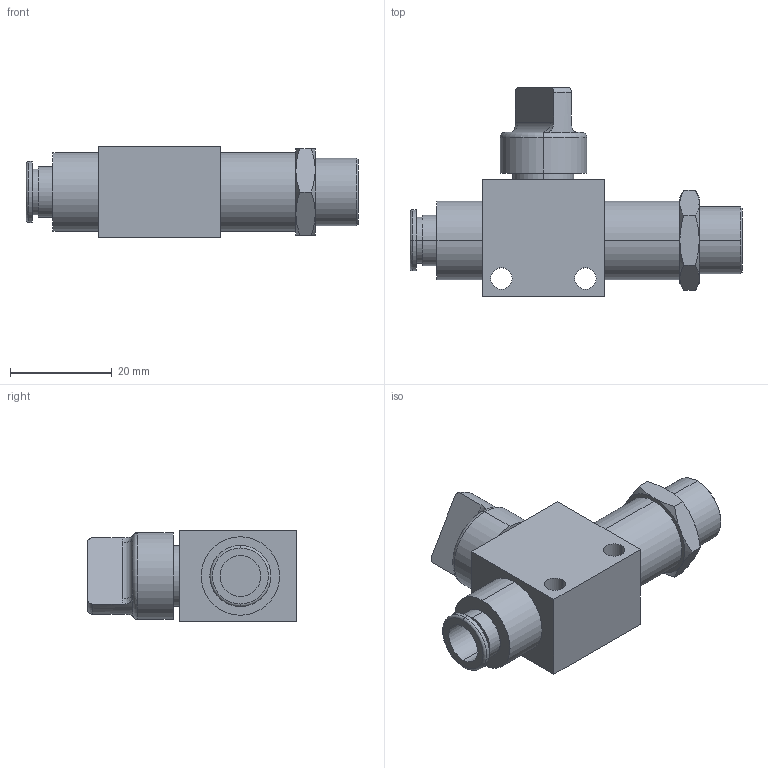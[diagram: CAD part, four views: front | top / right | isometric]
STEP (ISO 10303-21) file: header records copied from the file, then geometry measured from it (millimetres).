
FILE_DESCRIPTION (( 'STEP AP214' ), '1' );
FILE_NAME ('VHK3-08F-02S.step.step', '2011-07-16T08:06:48', ( 'SysAdmin' ), ( 'SolidWorks' ), 'SwSTEP 2.0', 'SolidWorks 2011', '' );
FILE_SCHEMA (( 'AUTOMOTIVE_DESIGN' ));
Length unit declared in the file: millimetre
Products named in the file (5): VHK3-08F-02S.step; VHK3-08F-02S.step_VHKBody_08-02; VHK3-08F-02S.step_VHK Knob_Std; VHK3-08F-02S.step_VHK Fittings_08; VHK3-08F-02S.step_VHK PipeFit_02
Assembly tree (4 placements, depth 2):
  VHK3-08F-02S.step
    VHK3-08F-02S.step_VHK PipeFit_02
    VHK3-08F-02S.step_VHKBody_08-02
    VHK3-08F-02S.step_VHK Knob_Std
    VHK3-08F-02S.step_VHK Fittings_08
Bounding box: 65.2 x 41 x 18 mm (x, y, z)
Volume: 16276.6 mm3; surface area: 8873.9 mm2
Topology: 4 solids, 4 shells, 89 faces, 194 edges, 122 vertices
Faces by surface type: cylinder 34, plane 31, cone 14, torus 6, bspline 4
Entity records: 3510 total; most frequent: CARTESIAN_POINT 726, DIRECTION 428, ORIENTED_EDGE 388, EDGE_CURVE 194, AXIS2_PLACEMENT_3D 184, VERTEX_POINT 122, EDGE_LOOP 106, CIRCLE 92
